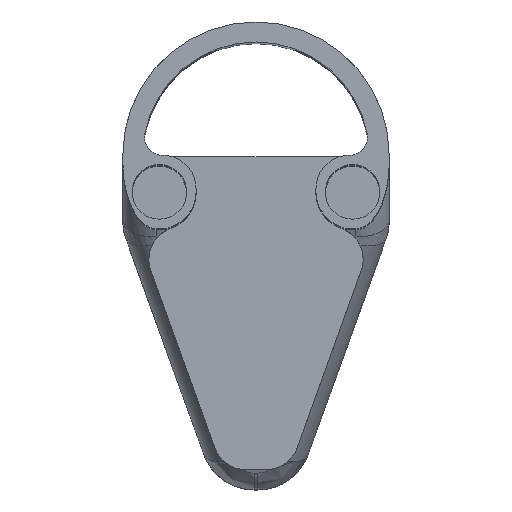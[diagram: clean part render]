
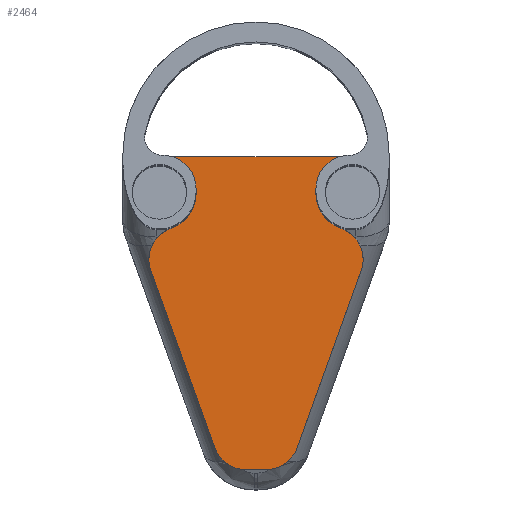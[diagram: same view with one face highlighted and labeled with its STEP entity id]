
A CAD part, top view. The second image highlights one B-rep face of the part: STEP entity #2464.
In plain terms, the highlighted planar face has unit normal (0, 0, 1).
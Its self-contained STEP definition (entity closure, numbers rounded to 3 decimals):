
#1562 = EDGE_CURVE('',#1563,#1565,#1567,.T.);
#1563 = VERTEX_POINT('',#1564);
#1564 = CARTESIAN_POINT('',(-9.,-5.5,-145.));
#1565 = VERTEX_POINT('',#1566);
#1566 = CARTESIAN_POINT('',(-9.,-5.,-145.));
#1567 = LINE('',#1568,#1569);
#1568 = CARTESIAN_POINT('',(-9.,-2.75,-145.));
#1569 = VECTOR('',#1570,1.);
#1570 = DIRECTION('',(0.,1.,0.));
#2464 = ADVANCED_FACE('',(#2465),#2578,.T.);
#2465 = FACE_BOUND('',#2466,.T.);
#2466 = EDGE_LOOP('',(#2467,#2477,#2486,#2495,#2503,#2512,#2520,#2527,
    #2528,#2537,#2546,#2554,#2563,#2571));
#2467 = ORIENTED_EDGE('',*,*,#2468,.T.);
#2468 = EDGE_CURVE('',#2469,#2471,#2473,.T.);
#2469 = VERTEX_POINT('',#2470);
#2470 = CARTESIAN_POINT('',(6.192,-43.698,-145.));
#2471 = VERTEX_POINT('',#2472);
#2472 = CARTESIAN_POINT('',(15.787,-17.127,-145.));
#2473 = LINE('',#2474,#2475);
#2474 = CARTESIAN_POINT('',(11.5,-29.,-145.));
#2475 = VECTOR('',#2476,1.);
#2476 = DIRECTION('',(0.34,0.941,0.));
#2477 = ORIENTED_EDGE('',*,*,#2478,.T.);
#2478 = EDGE_CURVE('',#2471,#2479,#2481,.T.);
#2479 = VERTEX_POINT('',#2480);
#2480 = CARTESIAN_POINT('',(12.711,-10.701,-145.));
#2481 = CIRCLE('',#2482,5.);
#2482 = AXIS2_PLACEMENT_3D('',#2483,#2484,#2485);
#2483 = CARTESIAN_POINT('',(11.085,-15.429,-145.));
#2484 = DIRECTION('',(0.,0.,1.));
#2485 = DIRECTION('',(0.,-1.,0.));
#2486 = ORIENTED_EDGE('',*,*,#2487,.F.);
#2487 = EDGE_CURVE('',#2488,#2479,#2490,.T.);
#2488 = VERTEX_POINT('',#2489);
#2489 = CARTESIAN_POINT('',(9.,-5.5,-145.));
#2490 = CIRCLE('',#2491,5.5);
#2491 = AXIS2_PLACEMENT_3D('',#2492,#2493,#2494);
#2492 = CARTESIAN_POINT('',(14.5,-5.5,-145.));
#2493 = DIRECTION('',(0.,0.,1.));
#2494 = DIRECTION('',(0.,-1.,0.));
#2495 = ORIENTED_EDGE('',*,*,#2496,.T.);
#2496 = EDGE_CURVE('',#2488,#2497,#2499,.T.);
#2497 = VERTEX_POINT('',#2498);
#2498 = CARTESIAN_POINT('',(9.,-5.,-145.));
#2499 = LINE('',#2500,#2501);
#2500 = CARTESIAN_POINT('',(9.,-2.75,-145.));
#2501 = VECTOR('',#2502,1.);
#2502 = DIRECTION('',(0.,1.,0.));
#2503 = ORIENTED_EDGE('',*,*,#2504,.F.);
#2504 = EDGE_CURVE('',#2505,#2497,#2507,.T.);
#2505 = VERTEX_POINT('',#2506);
#2506 = CARTESIAN_POINT('',(13.994,0.,-145.));
#2507 = CIRCLE('',#2508,5.);
#2508 = AXIS2_PLACEMENT_3D('',#2509,#2510,#2511);
#2509 = CARTESIAN_POINT('',(14.,-5.,-145.));
#2510 = DIRECTION('',(0.,0.,1.));
#2511 = DIRECTION('',(0.,-1.,0.));
#2512 = ORIENTED_EDGE('',*,*,#2513,.F.);
#2513 = EDGE_CURVE('',#2514,#2505,#2516,.T.);
#2514 = VERTEX_POINT('',#2515);
#2515 = CARTESIAN_POINT('',(-13.994,0.,-145.));
#2516 = LINE('',#2517,#2518);
#2517 = CARTESIAN_POINT('',(20.,0.,-145.));
#2518 = VECTOR('',#2519,1.);
#2519 = DIRECTION('',(1.,0.,0.));
#2520 = ORIENTED_EDGE('',*,*,#2521,.F.);
#2521 = EDGE_CURVE('',#1565,#2514,#2522,.T.);
#2522 = CIRCLE('',#2523,5.);
#2523 = AXIS2_PLACEMENT_3D('',#2524,#2525,#2526);
#2524 = CARTESIAN_POINT('',(-14.,-5.,-145.));
#2525 = DIRECTION('',(0.,0.,1.));
#2526 = DIRECTION('',(0.,-1.,0.));
#2527 = ORIENTED_EDGE('',*,*,#1562,.F.);
#2528 = ORIENTED_EDGE('',*,*,#2529,.F.);
#2529 = EDGE_CURVE('',#2530,#1563,#2532,.T.);
#2530 = VERTEX_POINT('',#2531);
#2531 = CARTESIAN_POINT('',(-12.711,-10.701,-145.));
#2532 = CIRCLE('',#2533,5.5);
#2533 = AXIS2_PLACEMENT_3D('',#2534,#2535,#2536);
#2534 = CARTESIAN_POINT('',(-14.5,-5.5,-145.));
#2535 = DIRECTION('',(0.,0.,1.));
#2536 = DIRECTION('',(0.,-1.,0.));
#2537 = ORIENTED_EDGE('',*,*,#2538,.T.);
#2538 = EDGE_CURVE('',#2530,#2539,#2541,.T.);
#2539 = VERTEX_POINT('',#2540);
#2540 = CARTESIAN_POINT('',(-15.787,-17.127,-145.));
#2541 = CIRCLE('',#2542,5.);
#2542 = AXIS2_PLACEMENT_3D('',#2543,#2544,#2545);
#2543 = CARTESIAN_POINT('',(-11.085,-15.429,-145.));
#2544 = DIRECTION('',(0.,0.,1.));
#2545 = DIRECTION('',(0.,-1.,0.));
#2546 = ORIENTED_EDGE('',*,*,#2547,.F.);
#2547 = EDGE_CURVE('',#2548,#2539,#2550,.T.);
#2548 = VERTEX_POINT('',#2549);
#2549 = CARTESIAN_POINT('',(-6.192,-43.698,-145.));
#2550 = LINE('',#2551,#2552);
#2551 = CARTESIAN_POINT('',(-11.5,-29.,-145.));
#2552 = VECTOR('',#2553,1.);
#2553 = DIRECTION('',(-0.34,0.941,0.));
#2554 = ORIENTED_EDGE('',*,*,#2555,.T.);
#2555 = EDGE_CURVE('',#2548,#2556,#2558,.T.);
#2556 = VERTEX_POINT('',#2557);
#2557 = CARTESIAN_POINT('',(-1.49,-47.,-145.));
#2558 = CIRCLE('',#2559,5.);
#2559 = AXIS2_PLACEMENT_3D('',#2560,#2561,#2562);
#2560 = CARTESIAN_POINT('',(-1.49,-42.,-145.));
#2561 = DIRECTION('',(0.,0.,1.));
#2562 = DIRECTION('',(0.,-1.,0.));
#2563 = ORIENTED_EDGE('',*,*,#2564,.F.);
#2564 = EDGE_CURVE('',#2565,#2556,#2567,.T.);
#2565 = VERTEX_POINT('',#2566);
#2566 = CARTESIAN_POINT('',(1.49,-47.,-145.));
#2567 = LINE('',#2568,#2569);
#2568 = CARTESIAN_POINT('',(-2.5,-47.,-145.));
#2569 = VECTOR('',#2570,1.);
#2570 = DIRECTION('',(-1.,0.,0.));
#2571 = ORIENTED_EDGE('',*,*,#2572,.T.);
#2572 = EDGE_CURVE('',#2565,#2469,#2573,.T.);
#2573 = CIRCLE('',#2574,5.);
#2574 = AXIS2_PLACEMENT_3D('',#2575,#2576,#2577);
#2575 = CARTESIAN_POINT('',(1.49,-42.,-145.));
#2576 = DIRECTION('',(0.,0.,1.));
#2577 = DIRECTION('',(0.,-1.,0.));
#2578 = PLANE('',#2579);
#2579 = AXIS2_PLACEMENT_3D('',#2580,#2581,#2582);
#2580 = CARTESIAN_POINT('',(0.,2.5,-145.));
#2581 = DIRECTION('',(0.,0.,1.));
#2582 = DIRECTION('',(1.,0.,-0.));
